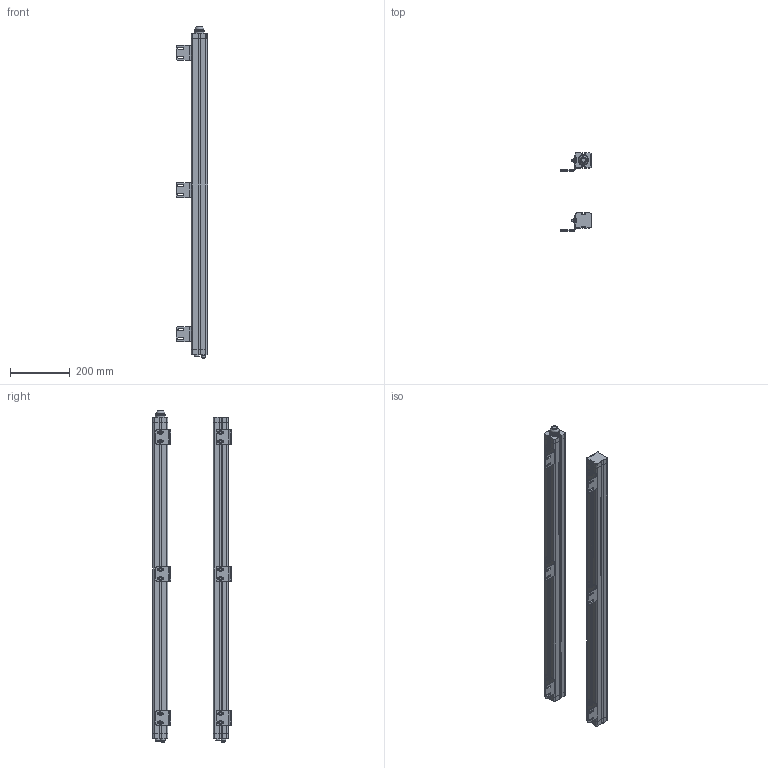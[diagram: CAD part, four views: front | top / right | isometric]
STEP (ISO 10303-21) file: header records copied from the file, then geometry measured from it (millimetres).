
FILE_DESCRIPTION (( 'STEP AP214' ), '1' );
FILE_NAME ('SMPO-4B.STEP', '2020-09-29T19:42:14', ( '' ), ( '' ), 'SwSTEP 2.0', 'SolidWorks 2019', '' );
FILE_SCHEMA (( 'AUTOMOTIVE_DESIGN' ));
Length unit declared in the file: millimetre
Products named in the file (4): BRACKET; SMPO-4B; SMPO-4B - left; SMPO-4B - right
Assembly tree (8 placements, depth 2):
  SMPO-4B
    SMPO-4B - left
    SMPO-4B - right
    BRACKET  x6
Bounding box: 105.1 x 261.21 x 1110 mm (x, y, z)
Volume: 5426901 mm3; surface area: 869815.5 mm2
Topology: 53 solids, 53 shells, 947 faces, 2416 edges, 1607 vertices
Faces by surface type: plane 560, cylinder 370, bspline 15, cone 2
Full cylindrical faces by diameter (mm): 6 x24, 7.865 x12, 8 x5, 8.4 x2, 11 x5, 12 x2, 12.705 x12, 15.5 x7, 15.506 x5, 30 x1, 33 x3
Entity records: 20034 total; most frequent: CARTESIAN_POINT 4176, DIRECTION 3304, ORIENTED_EDGE 3132, EDGE_CURVE 1566, AXIS2_PLACEMENT_3D 1141, VERTEX_POINT 1073, LINE 1022, VECTOR 1022
